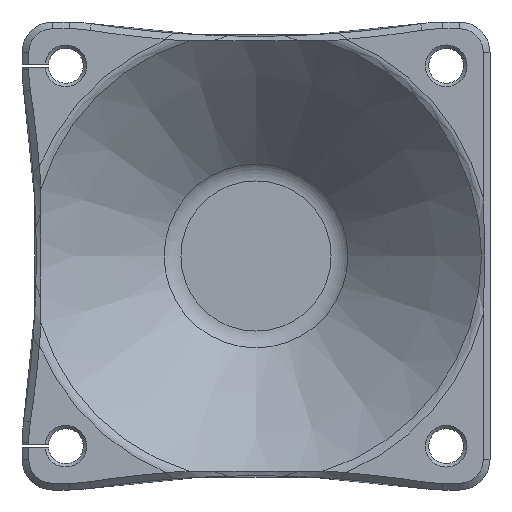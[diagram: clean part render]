
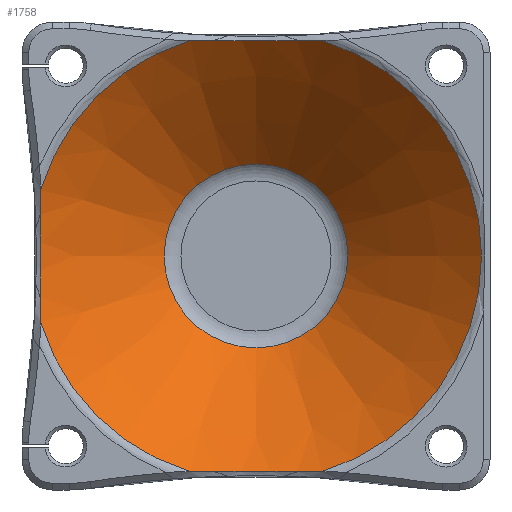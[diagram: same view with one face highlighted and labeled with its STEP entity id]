
A CAD part, left-side view. The second image highlights one B-rep face of the part: STEP entity #1758.
In plain terms, the highlighted conical face has half-angle 45 degrees and reference radius 58.737 mm.
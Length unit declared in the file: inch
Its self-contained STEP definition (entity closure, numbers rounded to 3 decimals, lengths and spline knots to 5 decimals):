
#45=CONICAL_SURFACE('',#1888,2.3125,0.785);
#95=LINE('',#2696,#224);
#224=VECTOR('',#2107,2.3125);
#355=CIRCLE('',#1887,3.32008);
#356=CIRCLE('',#1889,1.35251);
#357=CIRCLE('',#1890,1.35251);
#358=CIRCLE('',#1891,3.32008);
#359=CIRCLE('',#1892,3.32008);
#360=CIRCLE('',#1893,3.32008);
#485=FACE_OUTER_BOUND('',#594,.T.);
#594=EDGE_LOOP('',(#1218,#1219,#1220,#1221,#1222,#1223,#1224,#1225,#1226,
#1227,#1228,#1229,#1230,#1231,#1232,#1233,#1234));
#709=B_SPLINE_CURVE_WITH_KNOTS('',3,(#2642,#2643,#2644,#2645),
 .UNSPECIFIED.,.F.,.F.,(4,4),(0.,0.91758),.UNSPECIFIED.);
#713=B_SPLINE_CURVE_WITH_KNOTS('',3,(#2700,#2701,#2702,#2703),
 .UNSPECIFIED.,.F.,.F.,(4,4),(0.,0.91758),.UNSPECIFIED.);
#714=B_SPLINE_CURVE_WITH_KNOTS('',3,(#2705,#2706,#2707,#2708,#2709,#2710),
 .UNSPECIFIED.,.F.,.F.,(4,1,1,4),(-6.03302,-5.19827,-4.36352,
-3.11139),.UNSPECIFIED.);
#715=B_SPLINE_CURVE_WITH_KNOTS('',3,(#2711,#2712,#2713,#2714),
 .UNSPECIFIED.,.F.,.F.,(4,4),(1.2618,2.21318),
 .UNSPECIFIED.);
#716=B_SPLINE_CURVE_WITH_KNOTS('',3,(#2716,#2717,#2718,#2719,#2720,#2721),
 .UNSPECIFIED.,.F.,.F.,(4,1,1,4),(-6.03302,-5.19827,-4.36352,
-3.11139),.UNSPECIFIED.);
#717=B_SPLINE_CURVE_WITH_KNOTS('',3,(#2723,#2724,#2725,#2726),
 .UNSPECIFIED.,.F.,.F.,(4,4),(1.2618,2.21318),
 .UNSPECIFIED.);
#718=B_SPLINE_CURVE_WITH_KNOTS('',3,(#2730,#2731,#2732,#2733),
 .UNSPECIFIED.,.F.,.F.,(4,4),(0.,0.91758),.UNSPECIFIED.);
#719=B_SPLINE_CURVE_WITH_KNOTS('',3,(#2735,#2736,#2737,#2738,#2739,#2740),
 .UNSPECIFIED.,.F.,.F.,(4,1,1,4),(-6.03302,-4.7809,-3.94614,
-3.11139),.UNSPECIFIED.);
#720=B_SPLINE_CURVE_WITH_KNOTS('',3,(#2742,#2743,#2744,#2745),
 .UNSPECIFIED.,.F.,.F.,(4,4),(1.2618,2.21318),
 .UNSPECIFIED.);
#752=VERTEX_POINT('',#2636);
#753=VERTEX_POINT('',#2641);
#766=VERTEX_POINT('',#2682);
#767=VERTEX_POINT('',#2691);
#768=VERTEX_POINT('',#2692);
#769=VERTEX_POINT('',#2695);
#770=VERTEX_POINT('',#2697);
#771=VERTEX_POINT('',#2699);
#772=VERTEX_POINT('',#2704);
#773=VERTEX_POINT('',#2715);
#774=VERTEX_POINT('',#2722);
#775=VERTEX_POINT('',#2727);
#776=VERTEX_POINT('',#2729);
#777=VERTEX_POINT('',#2734);
#778=VERTEX_POINT('',#2741);
#922=EDGE_CURVE('',#752,#753,#709,.T.);
#937=EDGE_CURVE('',#753,#766,#355,.T.);
#939=EDGE_CURVE('',#767,#768,#356,.T.);
#940=EDGE_CURVE('',#768,#767,#357,.T.);
#941=EDGE_CURVE('',#768,#769,#95,.T.);
#942=EDGE_CURVE('',#770,#769,#358,.T.);
#943=EDGE_CURVE('',#771,#770,#713,.T.);
#944=EDGE_CURVE('',#772,#771,#714,.T.);
#945=EDGE_CURVE('',#766,#772,#715,.T.);
#946=EDGE_CURVE('',#773,#752,#716,.T.);
#947=EDGE_CURVE('',#774,#773,#717,.T.);
#948=EDGE_CURVE('',#775,#774,#359,.T.);
#949=EDGE_CURVE('',#776,#775,#718,.T.);
#950=EDGE_CURVE('',#777,#776,#719,.T.);
#951=EDGE_CURVE('',#778,#777,#720,.T.);
#952=EDGE_CURVE('',#769,#778,#360,.T.);
#1218=ORIENTED_EDGE('',*,*,#939,.F.);
#1219=ORIENTED_EDGE('',*,*,#940,.F.);
#1220=ORIENTED_EDGE('',*,*,#941,.T.);
#1221=ORIENTED_EDGE('',*,*,#942,.F.);
#1222=ORIENTED_EDGE('',*,*,#943,.F.);
#1223=ORIENTED_EDGE('',*,*,#944,.F.);
#1224=ORIENTED_EDGE('',*,*,#945,.F.);
#1225=ORIENTED_EDGE('',*,*,#937,.F.);
#1226=ORIENTED_EDGE('',*,*,#922,.F.);
#1227=ORIENTED_EDGE('',*,*,#946,.F.);
#1228=ORIENTED_EDGE('',*,*,#947,.F.);
#1229=ORIENTED_EDGE('',*,*,#948,.F.);
#1230=ORIENTED_EDGE('',*,*,#949,.F.);
#1231=ORIENTED_EDGE('',*,*,#950,.F.);
#1232=ORIENTED_EDGE('',*,*,#951,.F.);
#1233=ORIENTED_EDGE('',*,*,#952,.F.);
#1234=ORIENTED_EDGE('',*,*,#941,.F.);
#1758=ADVANCED_FACE('',(#485),#45,.F.);
#1887=AXIS2_PLACEMENT_3D('',#2683,#2099,#2100);
#1888=AXIS2_PLACEMENT_3D('',#2690,#2101,#2102);
#1889=AXIS2_PLACEMENT_3D('',#2693,#2103,#2104);
#1890=AXIS2_PLACEMENT_3D('',#2694,#2105,#2106);
#1891=AXIS2_PLACEMENT_3D('',#2698,#2108,#2109);
#1892=AXIS2_PLACEMENT_3D('',#2728,#2110,#2111);
#1893=AXIS2_PLACEMENT_3D('',#2746,#2112,#2113);
#2099=DIRECTION('center_axis',(1.,0.,0.));
#2100=DIRECTION('ref_axis',(0.,0.707,0.707));
#2101=DIRECTION('center_axis',(-1.,0.,0.));
#2102=DIRECTION('ref_axis',(0.,1.,0.));
#2103=DIRECTION('center_axis',(-1.,0.,0.));
#2104=DIRECTION('ref_axis',(0.,-1.,0.));
#2105=DIRECTION('center_axis',(-1.,0.,0.));
#2106=DIRECTION('ref_axis',(0.,-1.,0.));
#2107=DIRECTION('',(-0.707,-0.707,0.));
#2108=DIRECTION('center_axis',(1.,0.,0.));
#2109=DIRECTION('ref_axis',(0.,-0.778,-0.629));
#2110=DIRECTION('center_axis',(1.,0.,0.));
#2111=DIRECTION('ref_axis',(0.,0.707,-0.707));
#2112=DIRECTION('center_axis',(1.,0.,0.));
#2113=DIRECTION('ref_axis',(0.,-0.778,-0.629));
#2636=CARTESIAN_POINT('',(33.5794,3.17447,0.60897));
#2641=CARTESIAN_POINT('',(33.49167,3.17602,0.96739));
#2642=CARTESIAN_POINT('Ctrl Pts',(33.5794,3.17447,0.60897));
#2643=CARTESIAN_POINT('Ctrl Pts',(33.55349,3.1783,0.7265));
#2644=CARTESIAN_POINT('Ctrl Pts',(33.52309,3.17989,0.84684));
#2645=CARTESIAN_POINT('Ctrl Pts',(33.49167,3.17602,0.96739));
#2682=CARTESIAN_POINT('',(33.49167,0.96739,3.17602));
#2683=CARTESIAN_POINT('Origin',(33.49167,0.,0.));
#2690=CARTESIAN_POINT('Origin',(34.49925,0.,0.));
#2691=CARTESIAN_POINT('',(35.45924,0.,1.35251));
#2692=CARTESIAN_POINT('',(35.45924,-1.35251,0.));
#2693=CARTESIAN_POINT('Origin',(35.45924,0.,
0.));
#2694=CARTESIAN_POINT('Origin',(35.45924,0.,
0.));
#2695=CARTESIAN_POINT('',(33.49167,-3.32008,0.));
#2696=CARTESIAN_POINT('',(34.49925,-2.3125,0.));
#2697=CARTESIAN_POINT('',(33.49167,-0.96739,3.17602));
#2698=CARTESIAN_POINT('Origin',(33.49167,0.,0.));
#2699=CARTESIAN_POINT('',(33.5794,-0.60897,3.17447));
#2700=CARTESIAN_POINT('Ctrl Pts',(33.5794,-0.60897,3.17447));
#2701=CARTESIAN_POINT('Ctrl Pts',(33.55349,-0.7265,3.1783));
#2702=CARTESIAN_POINT('Ctrl Pts',(33.52309,-0.84684,3.17989));
#2703=CARTESIAN_POINT('Ctrl Pts',(33.49167,-0.96739,3.17602));
#2704=CARTESIAN_POINT('',(33.5794,0.60897,3.17447));
#2705=CARTESIAN_POINT('Ctrl Pts',(33.5794,0.60897,3.17447));
#2706=CARTESIAN_POINT('Ctrl Pts',(33.60455,0.49488,3.17075));
#2707=CARTESIAN_POINT('Ctrl Pts',(33.64179,0.26273,3.16538));
#2708=CARTESIAN_POINT('Ctrl Pts',(33.65522,-0.14597,3.16348));
#2709=CARTESIAN_POINT('Ctrl Pts',(33.61711,-0.4379,3.16889));
#2710=CARTESIAN_POINT('Ctrl Pts',(33.5794,-0.60897,3.17447));
#2711=CARTESIAN_POINT('Ctrl Pts',(33.49167,0.96739,3.17602));
#2712=CARTESIAN_POINT('Ctrl Pts',(33.52312,0.84672,3.1799));
#2713=CARTESIAN_POINT('Ctrl Pts',(33.55352,0.72639,3.1783));
#2714=CARTESIAN_POINT('Ctrl Pts',(33.5794,0.60897,3.17447));
#2715=CARTESIAN_POINT('',(33.5794,3.17447,-0.60897));
#2716=CARTESIAN_POINT('Ctrl Pts',(33.5794,3.17447,-0.60897));
#2717=CARTESIAN_POINT('Ctrl Pts',(33.60455,3.17075,-0.49488));
#2718=CARTESIAN_POINT('Ctrl Pts',(33.64179,3.16538,-0.26273));
#2719=CARTESIAN_POINT('Ctrl Pts',(33.65522,3.16348,0.14597));
#2720=CARTESIAN_POINT('Ctrl Pts',(33.61711,3.16889,0.4379));
#2721=CARTESIAN_POINT('Ctrl Pts',(33.5794,3.17447,0.60897));
#2722=CARTESIAN_POINT('',(33.49167,3.17602,-0.96739));
#2723=CARTESIAN_POINT('Ctrl Pts',(33.49167,3.17602,-0.96739));
#2724=CARTESIAN_POINT('Ctrl Pts',(33.52312,3.1799,-0.84672));
#2725=CARTESIAN_POINT('Ctrl Pts',(33.55352,3.1783,-0.72639));
#2726=CARTESIAN_POINT('Ctrl Pts',(33.5794,3.17447,-0.60897));
#2727=CARTESIAN_POINT('',(33.49167,0.96739,-3.17602));
#2728=CARTESIAN_POINT('Origin',(33.49167,0.,0.));
#2729=CARTESIAN_POINT('',(33.5794,0.60897,-3.17447));
#2730=CARTESIAN_POINT('Ctrl Pts',(33.5794,0.60897,-3.17447));
#2731=CARTESIAN_POINT('Ctrl Pts',(33.55349,0.7265,-3.1783));
#2732=CARTESIAN_POINT('Ctrl Pts',(33.52309,0.84684,-3.17989));
#2733=CARTESIAN_POINT('Ctrl Pts',(33.49167,0.96739,-3.17602));
#2734=CARTESIAN_POINT('',(33.5794,-0.60897,-3.17447));
#2735=CARTESIAN_POINT('Ctrl Pts',(33.5794,-0.60897,-3.17447));
#2736=CARTESIAN_POINT('Ctrl Pts',(33.61712,-0.43783,-3.16889));
#2737=CARTESIAN_POINT('Ctrl Pts',(33.65521,-0.14595,-3.16348));
#2738=CARTESIAN_POINT('Ctrl Pts',(33.64179,0.26276,-3.16538));
#2739=CARTESIAN_POINT('Ctrl Pts',(33.60454,0.49492,-3.17075));
#2740=CARTESIAN_POINT('Ctrl Pts',(33.5794,0.60897,-3.17447));
#2741=CARTESIAN_POINT('',(33.49167,-0.96739,-3.17602));
#2742=CARTESIAN_POINT('Ctrl Pts',(33.49167,-0.96739,-3.17602));
#2743=CARTESIAN_POINT('Ctrl Pts',(33.52312,-0.84672,-3.1799));
#2744=CARTESIAN_POINT('Ctrl Pts',(33.55352,-0.72639,-3.1783));
#2745=CARTESIAN_POINT('Ctrl Pts',(33.5794,-0.60897,-3.17447));
#2746=CARTESIAN_POINT('Origin',(33.49167,0.,0.));
